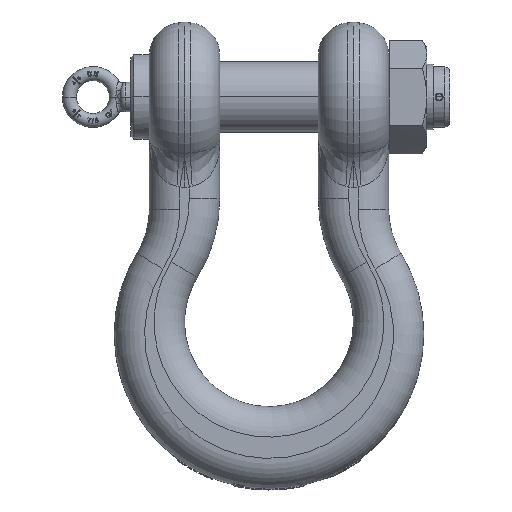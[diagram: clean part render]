
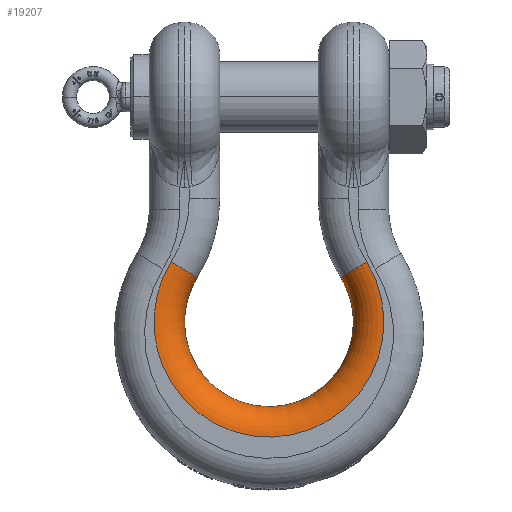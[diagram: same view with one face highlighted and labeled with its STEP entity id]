
A CAD part, top view. The second image highlights one B-rep face of the part: STEP entity #19207.
In plain terms, the highlighted toroidal (fillet/blend) face has major radius 155.575 mm and minor radius 41.275 mm.
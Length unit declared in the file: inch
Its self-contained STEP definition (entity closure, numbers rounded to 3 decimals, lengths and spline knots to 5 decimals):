
#2114=CARTESIAN_POINT('',(0.,-12.,1.815));
#2115=DIRECTION('',(0.,0.,1.));
#2116=DIRECTION('',(-0.85,0.527,0.));
#2117=AXIS2_PLACEMENT_3D('',#2114,#2115,#2116);
#2119=CARTESIAN_POINT('',(0.,-12.,1.815));
#2120=DIRECTION('',(0.,0.,1.));
#2121=DIRECTION('',(-0.85,-0.527,0.));
#2122=AXIS2_PLACEMENT_3D('',#2119,#2120,#2121);
#7426=CARTESIAN_POINT('',(0.,-12.,0.19));
#7427=DIRECTION('',(0.,0.,1.));
#7428=DIRECTION('',(-0.85,0.527,0.));
#7429=AXIS2_PLACEMENT_3D('',#7426,#7427,#7428);
#7431=CARTESIAN_POINT('',(0.,-12.,0.19));
#7432=DIRECTION('',(0.,0.,1.));
#7433=DIRECTION('',(-1.,0.,0.));
#7434=AXIS2_PLACEMENT_3D('',#7431,#7432,#7433);
#7436=CARTESIAN_POINT('',(0.,-12.,0.19));
#7437=DIRECTION('',(0.,0.,1.));
#7438=DIRECTION('',(-0.842,-0.539,0.));
#7439=AXIS2_PLACEMENT_3D('',#7436,#7437,#7438);
#7441=CARTESIAN_POINT('',(0.,-12.,0.19));
#7442=DIRECTION('',(0.,0.,1.));
#7443=DIRECTION('',(1.,0.,0.));
#7444=AXIS2_PLACEMENT_3D('',#7441,#7442,#7443);
#7446=CARTESIAN_POINT('',(5.20625,-8.77346,0.19));
#7447=DIRECTION('',(-0.527,0.85,0.));
#7448=DIRECTION('',(-0.85,-0.527,0.));
#7449=AXIS2_PLACEMENT_3D('',#7446,#7447,#7448);
#7456=CARTESIAN_POINT('',(-5.20625,-8.77346,0.19));
#7457=DIRECTION('',(-0.527,-0.85,0.));
#7458=DIRECTION('',(0.85,-0.527,0.));
#7459=AXIS2_PLACEMENT_3D('',#7456,#7457,#7458);
#11613=CARTESIAN_POINT('',(-5.20625,-8.77346,1.815));
#11614=VERTEX_POINT('',#11613);
#11615=CARTESIAN_POINT('',(-5.20625,-15.22654,1.815));
#11616=CARTESIAN_POINT('',(5.20625,-8.77346,1.815));
#11617=VERTEX_POINT('',#11615);
#11618=VERTEX_POINT('',#11616);
#11647=CARTESIAN_POINT('',(3.825,-9.62948,0.19));
#11648=VERTEX_POINT('',#11647);
#11763=CARTESIAN_POINT('',(-3.825,-9.62948,0.19));
#11764=VERTEX_POINT('',#11763);
#11765=CARTESIAN_POINT('',(4.5,-12.,0.19));
#11766=VERTEX_POINT('',#11765);
#11767=CARTESIAN_POINT('',(-3.789,-14.42764,0.19));
#11768=VERTEX_POINT('',#11767);
#11769=CARTESIAN_POINT('',(-4.5,-12.,0.19));
#11770=VERTEX_POINT('',#11769);
#19187=CARTESIAN_POINT('',(0.,-12.,0.19));
#19188=DIRECTION('',(0.,0.,1.));
#19189=DIRECTION('',(0.842,0.539,0.));
#19190=AXIS2_PLACEMENT_3D('',#19187,#19188,#19189);
#19191=TOROIDAL_SURFACE('',#19190,6.125,1.625);
#19192=ORIENTED_EDGE('',*,*,#13988,.F.);
#19193=ORIENTED_EDGE('',*,*,#13986,.F.);
#19195=ORIENTED_EDGE('',*,*,#19194,.F.);
#19197=ORIENTED_EDGE('',*,*,#19196,.T.);
#19199=ORIENTED_EDGE('',*,*,#19198,.T.);
#19201=ORIENTED_EDGE('',*,*,#19200,.T.);
#19203=ORIENTED_EDGE('',*,*,#19202,.T.);
#19204=ORIENTED_EDGE('',*,*,#19180,.T.);
#19205=EDGE_LOOP('',(#19192,#19193,#19195,#19197,#19199,#19201,#19203,#19204));
#19206=FACE_OUTER_BOUND('',#19205,.F.);
#19207=ADVANCED_FACE('',(#19206),#19191,.T.);
#2118=CIRCLE('',#2117,6.125);
#2123=CIRCLE('',#2122,6.125);
#7430=CIRCLE('',#7429,4.5);
#7435=CIRCLE('',#7434,4.5);
#7440=CIRCLE('',#7439,4.5);
#7445=CIRCLE('',#7444,4.5);
#7450=CIRCLE('',#7449,1.625);
#7460=CIRCLE('',#7459,1.625);
#13986=EDGE_CURVE('',#11614,#11617,#2118,.T.);
#13988=EDGE_CURVE('',#11617,#11618,#2123,.T.);
#19180=EDGE_CURVE('',#11648,#11618,#7450,.T.);
#19194=EDGE_CURVE('',#11764,#11614,#7460,.T.);
#19196=EDGE_CURVE('',#11764,#11770,#7430,.T.);
#19198=EDGE_CURVE('',#11770,#11768,#7435,.T.);
#19200=EDGE_CURVE('',#11768,#11766,#7440,.T.);
#19202=EDGE_CURVE('',#11766,#11648,#7445,.T.);
